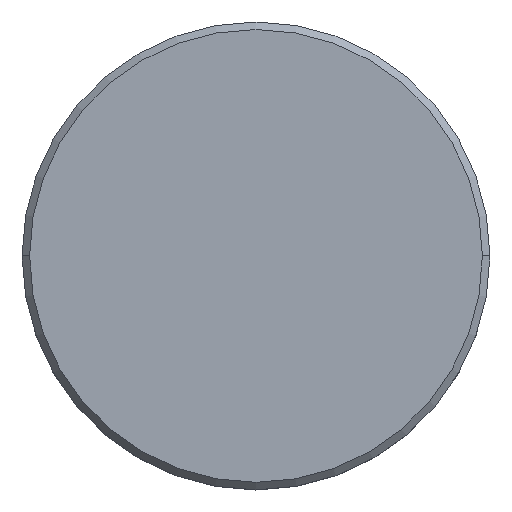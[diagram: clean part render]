
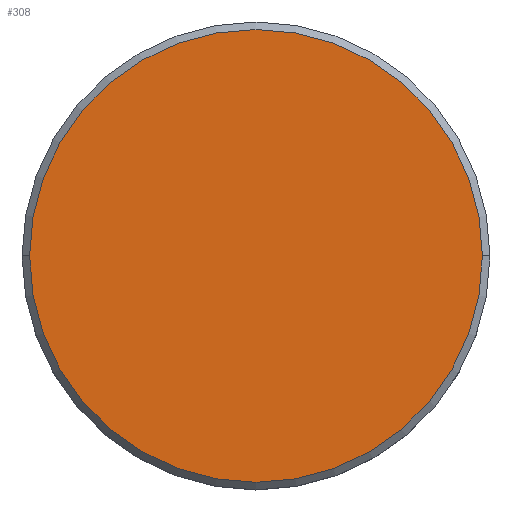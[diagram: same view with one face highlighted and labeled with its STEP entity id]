
A CAD part, top view. The second image highlights one B-rep face of the part: STEP entity #308.
In plain terms, the highlighted planar face has unit normal (0, 0, 1).
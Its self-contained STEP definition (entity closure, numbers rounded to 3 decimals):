
#16 = CARTESIAN_POINT ( 'NONE',  ( 15., 0., 0. ) ) ;
#56 = CARTESIAN_POINT ( 'NONE',  ( 0., 0., 0. ) ) ;
#74 = FACE_OUTER_BOUND ( 'NONE', #764, .T. ) ;
#92 = ORIENTED_EDGE ( 'NONE', *, *, #474, .T. ) ;
#177 = DIRECTION ( 'NONE',  ( 1., 0., 0. ) ) ;
#284 = CARTESIAN_POINT ( 'NONE',  ( 0., 0., 0. ) ) ;
#308 = ADVANCED_FACE ( 'NONE', ( #74 ), #449, .T. ) ;
#348 = DIRECTION ( 'NONE',  ( 1., 0., 0. ) ) ;
#380 = CARTESIAN_POINT ( 'NONE',  ( -15., 0., 0. ) ) ;
#449 = PLANE ( 'NONE',  #802 ) ;
#452 = ORIENTED_EDGE ( 'NONE', *, *, #648, .T. ) ;
#474 = EDGE_CURVE ( 'NONE', #719, #713, #806, .T. ) ;
#567 = DIRECTION ( 'NONE',  ( 0., 0., 1. ) ) ;
#629 = AXIS2_PLACEMENT_3D ( 'NONE', #284, #567, #659 ) ;
#648 = EDGE_CURVE ( 'NONE', #713, #719, #1155, .T. ) ;
#659 = DIRECTION ( 'NONE',  ( 1., 0., 0. ) ) ;
#713 = VERTEX_POINT ( 'NONE', #380 ) ;
#719 = VERTEX_POINT ( 'NONE', #16 ) ;
#764 = EDGE_LOOP ( 'NONE', ( #452, #92 ) ) ;
#802 = AXIS2_PLACEMENT_3D ( 'NONE', #883, #898, #177 ) ;
#806 = CIRCLE ( 'NONE', #629, 15. ) ;
#867 = AXIS2_PLACEMENT_3D ( 'NONE', #56, #1083, #348 ) ;
#883 = CARTESIAN_POINT ( 'NONE',  ( 0., 0., 0. ) ) ;
#898 = DIRECTION ( 'NONE',  ( 0., 0., 1. ) ) ;
#1083 = DIRECTION ( 'NONE',  ( 0., 0., 1. ) ) ;
#1155 = CIRCLE ( 'NONE', #867, 15. ) ;
